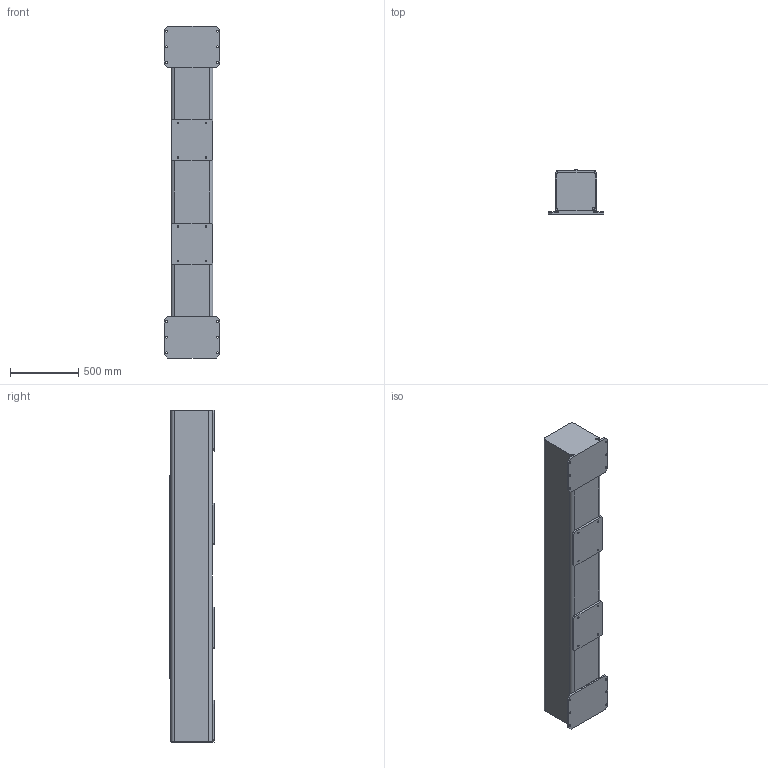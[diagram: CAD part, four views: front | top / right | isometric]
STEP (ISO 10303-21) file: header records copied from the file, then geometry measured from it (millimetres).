
FILE_DESCRIPTION (( 'STEP AP203' ), '1' );
FILE_NAME ('D1002127 Support Tube, Stand, Test, BSC-ISI+Quad + HAM-ISI, aLIGO.STEP', '2011-03-30T22:16:36', ( '' ), ( '' ), 'SwSTEP 2.0', 'SolidWorks 2010', '' );
FILE_SCHEMA (( 'CONFIG_CONTROL_DESIGN' ));
Length unit declared in the file: inch
Products named in the file (1): D1002127 Support Tube, Stand, Test, BSC-ISI+Quad + HAM-ISI, aLIGO
Bounding box: 406.4 x 330.2 x 2438.4 mm (x, y, z)
Volume: 43601583.2 mm3; surface area: 6223552.9 mm2
Topology: 1 solids, 1 shells, 263 faces, 674 edges, 416 vertices
Faces by surface type: plane 107, cylinder 100, cone 56
Entity records: 8181 total; most frequent: DIRECTION 1460, CARTESIAN_POINT 1354, ORIENTED_EDGE 1348, EDGE_CURVE 674, AXIS2_PLACEMENT_3D 522, LINE 416, VECTOR 416, VERTEX_POINT 416
